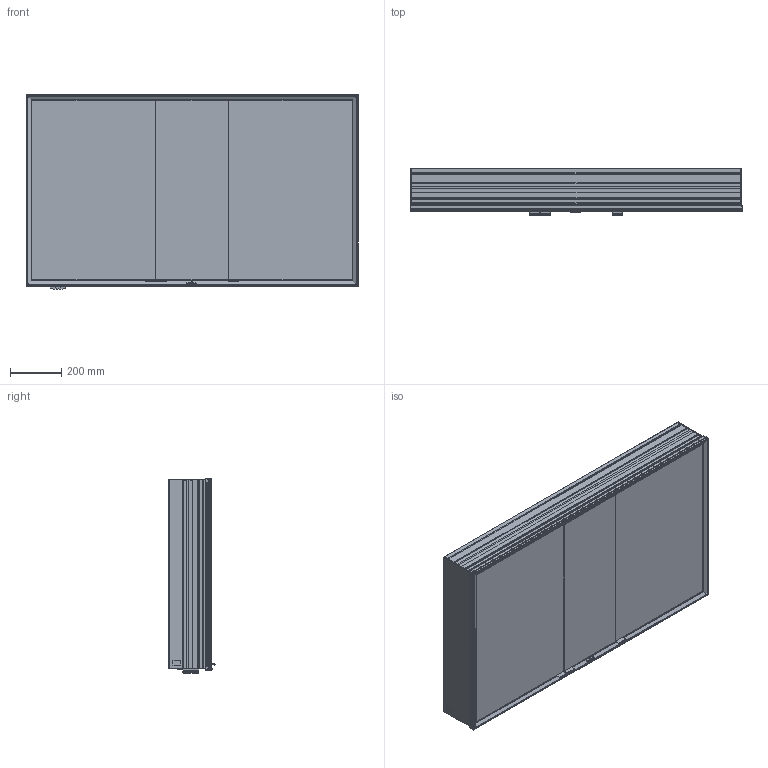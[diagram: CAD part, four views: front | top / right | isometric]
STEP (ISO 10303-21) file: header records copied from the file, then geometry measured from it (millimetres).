
FILE_DESCRIPTION(/* description */ (''),/* implementation_level */ '2;1');
FILE_NAME(/* name */ 'A4571300_AJ057_RFS.stp',/* time_stamp */ '2020-11-10T08:34:23+01:00',/* author */ ('StegeR'),/* organization */ (''),/* preprocessor_version */ 'ST-DEVELOPER v16.1',/* originating_system */ 'Autodesk Inventor 2016',/* authorisation */ '');
FILE_SCHEMA (('AUTOMOTIVE_DESIGN { 1 0 10303 214 3 1 1 }'));
Products named in the file (1): A4571300_AJ057_RFS
Bounding box: 1300 x 180.56 x 762.9 mm (x, y, z)
Volume: 16411972.1 mm3; surface area: 10789800 mm2
Topology: 69 solids, 69 shells, 3779 faces, 10515 edges, 6852 vertices
Faces by surface type: plane 1820, cylinder 1749, torus 122, sphere 40, bspline 38, cone 10
Full cylindrical faces by diameter (mm): 0.517 x1, 1 x1, 2.4 x2, 3.5 x2, 6 x10, 13.1 x3, 38.2 x2, 40.5 x2, 41.7 x2, 41.712 x2, 42 x1, 44 x1, 46 x1
Entity records: 123665 total; most frequent: CARTESIAN_POINT 24060, DIRECTION 21342, ORIENTED_EDGE 20896, EDGE_CURVE 10448, AXIS2_PLACEMENT_3D 7363, VERTEX_POINT 6844, LINE 6616, VECTOR 6616
